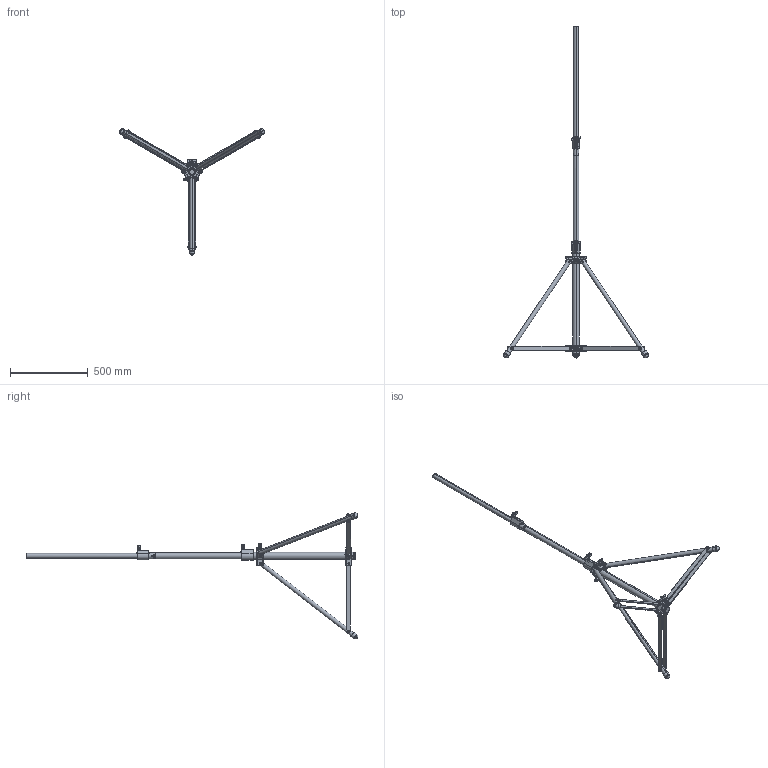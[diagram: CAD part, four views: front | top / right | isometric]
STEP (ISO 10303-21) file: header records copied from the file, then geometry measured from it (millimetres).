
FILE_DESCRIPTION (( 'STEP AP203' ), '1' );
FILE_NAME ('T51901.STEP', '2018-08-01T08:50:03', ( '' ), ( '' ), 'SwSTEP 2.0', 'SolidWorks 2016', '' );
FILE_SCHEMA (( 'CONFIG_CONTROL_DESIGN' ));
Length unit declared in the file: millimetre
Products named in the file (44): TH1532_TH2761; Doughty Knob_S0140; TH1538_TH2477; Spring Pin Slotted_HD_Doughty Fastners_Spring Pin ISO 8752 - 6 x 32St; S0106; Spring Pin Slotted_HD_Doughty Fastners_Spring Pin ISO 8752 - 6 x 50St; B Washer_Bright washer BS 4320 - M6 (Form B); TH2028_TH2028; F972; F629; B Washer_Bright washer BS 4320 - M8 (Form B); S0201; TH1483; Hex Bolt_ISO 4016 - M8 x 50 x 22-WS; TH1527; socket set screw flat point_doughty fastners - stainless_BS 4168-2 - M8 x 8-S; Doughty Knob_S0142; TH1530_TH2759; TH1529; SW3dPS-nyloc nut, st stl a2 iso_M6 NYLOC; Spring Pin Slotted_HD_Doughty Fastners_Spring Pin ISO 8752 - 6 x 40St; T51901; TH097; Hex Bolt_ISO 4016 - M8 x 90 x 22-WS; TH096; TH1468_TH2552; SW3dPS-nyloc nut, st stl a2 iso_M8 NYLOC; TH1467_TH1467; TH085; TH2029_TH2029; TH3549; TH1528; S0200; TH2357; G2000 LABEL_T51901 LABEL; TH1533_TH2760; TH1531_TH2762; Hex Bolt_ISO 4016 - M6 x 50 x 18-WS; TH1537_TH2476; TH079_TH2551 ...
Assembly tree (105 placements, depth 4):
  T51901
    TH1533_TH2760
      TH1529
      Spring Pin Slotted_HD_Doughty Fastners_Spring Pin ISO 8752 - 6 x 50St
    TH1537_TH2476
      TH097
      F629
    TH1538_TH2477
      TH096
      F629
    TH1526_TH2763  x3
    S0106
    S0201
    TH1530_TH2759  x6
    F972  x6
    TH3549  x3
    TH2357  x2
    TH1534_TH2557
      TH079_TH2551
        TH2029_TH2029
      F629
    TH1532_TH2761
      TH1528
      Spring Pin Slotted_HD_Doughty Fastners_Spring Pin ISO 8752 - 6 x 40St
    TH1483  x2
    S0105
    S0200
    TH1468_TH2552
      TH1467_TH1467
        TH2028_TH2028
      F629
    TH1531_TH2762
      TH1527
      Spring Pin Slotted_HD_Doughty Fastners_Spring Pin ISO 8752 - 6 x 32St
    S0104
    TH085  x2
    Doughty Knob_S0140  x2
    Doughty Knob_S0142  x2
    G2000 LABEL_T51901 LABEL
    B Washer_Bright washer BS 4320 - M8 (Form B)  x4
    Hex Bolt_ISO 4016 - M8 x 50 x 22-WS  x2
    B Washer_Bright washer BS 4320 - M6 (Form B)  x24
    Hex Bolt_ISO 4016 - M6 x 50 x 18-WS  x3
    Hex Bolt_ISO 4016 - M8 x 90 x 22-WS
    SW3dPS-nyloc nut, st stl a2 iso_M6 NYLOC  x9
    SW3dPS-nyloc nut, st stl a2 iso_M8 NYLOC  x3
    socket set screw flat point_doughty fastners - stainless_BS 4168-2 - M8 x 8-S  x2
Bounding box: 931.05 x 2131.14 x 811.21 mm (x, y, z)
Volume: 1739262.5 mm3; surface area: 1353204 mm2
Topology: 96 solids, 96 shells, 3498 faces, 8506 edges, 5269 vertices
Faces by surface type: cylinder 1169, plane 1028, cone 781, bspline 257, torus 215, sphere 48
Entity records: 77903 total; most frequent: CARTESIAN_POINT 28123, DIRECTION 9372, ORIENTED_EDGE 8976, EDGE_CURVE 4488, AXIS2_PLACEMENT_3D 3624, VERTEX_POINT 2822, LINE 2124, VECTOR 2124
